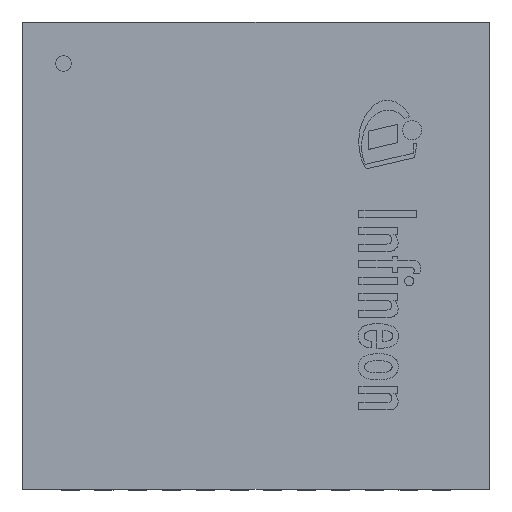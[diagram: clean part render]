
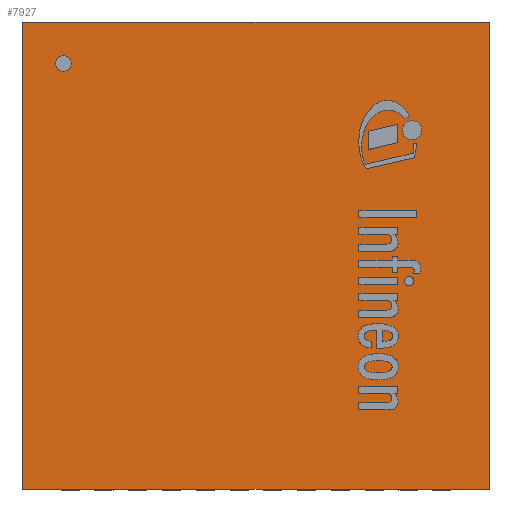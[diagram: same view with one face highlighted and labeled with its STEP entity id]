
A CAD part, top view. The second image highlights one B-rep face of the part: STEP entity #7927.
In plain terms, the highlighted planar face has unit normal (0, 0, 1).
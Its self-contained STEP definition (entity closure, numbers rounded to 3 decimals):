
#144=LINE('',#11894,#959);
#148=LINE('',#11902,#963);
#151=LINE('',#11908,#966);
#154=LINE('',#11913,#969);
#959=VECTOR('',#9367,1.);
#963=VECTOR('',#9373,1.);
#966=VECTOR('',#9378,1.);
#969=VECTOR('',#9383,1.);
#1779=PLANE('',#8507);
#2118=FACE_BOUND('',#2648,.T.);
#2132=FACE_OUTER_BOUND('',#2647,.T.);
#2647=EDGE_LOOP('',(#5455,#5456,#5457,#5458));
#2648=EDGE_LOOP('',(#5459));
#3164=CIRCLE('',#8501,0.15);
#3506=VERTEX_POINT('',#11888);
#3507=VERTEX_POINT('',#11892);
#3508=VERTEX_POINT('',#11893);
#3511=VERTEX_POINT('',#11901);
#3513=VERTEX_POINT('',#11907);
#4280=EDGE_CURVE('',#3506,#3506,#3164,.T.);
#4281=EDGE_CURVE('',#3507,#3508,#144,.T.);
#4285=EDGE_CURVE('',#3508,#3511,#148,.T.);
#4288=EDGE_CURVE('',#3511,#3513,#151,.T.);
#4291=EDGE_CURVE('',#3513,#3507,#154,.T.);
#5455=ORIENTED_EDGE('',*,*,#4281,.F.);
#5456=ORIENTED_EDGE('',*,*,#4291,.F.);
#5457=ORIENTED_EDGE('',*,*,#4288,.F.);
#5458=ORIENTED_EDGE('',*,*,#4285,.F.);
#5459=ORIENTED_EDGE('',*,*,#4280,.T.);
#7927=ADVANCED_FACE('',(#2132,#2118),#1779,.T.);
#8501=AXIS2_PLACEMENT_3D('',#11889,#9361,#9362);
#8507=AXIS2_PLACEMENT_3D('',#11915,#9385,#9386);
#9361=DIRECTION('center_axis',(0.,0.,-1.));
#9362=DIRECTION('ref_axis',(1.,0.,0.));
#9367=DIRECTION('',(-1.,0.,0.));
#9373=DIRECTION('',(0.,1.,0.));
#9378=DIRECTION('',(1.,0.,0.));
#9383=DIRECTION('',(0.,-1.,0.));
#9385=DIRECTION('center_axis',(0.,0.,1.));
#9386=DIRECTION('ref_axis',(1.,0.,0.));
#11888=CARTESIAN_POINT('',(-3.55,3.7,0.9));
#11889=CARTESIAN_POINT('Origin',(-3.7,3.7,0.9));
#11892=CARTESIAN_POINT('',(4.49,-4.49,0.9));
#11893=CARTESIAN_POINT('',(-4.49,-4.49,0.9));
#11894=CARTESIAN_POINT('',(4.49,-4.49,0.9));
#11901=CARTESIAN_POINT('',(-4.49,4.49,0.9));
#11902=CARTESIAN_POINT('',(-4.49,-4.49,0.9));
#11907=CARTESIAN_POINT('',(4.49,4.49,0.9));
#11908=CARTESIAN_POINT('',(-4.49,4.49,0.9));
#11913=CARTESIAN_POINT('',(4.49,4.49,0.9));
#11915=CARTESIAN_POINT('Origin',(0.,0.,0.9));
